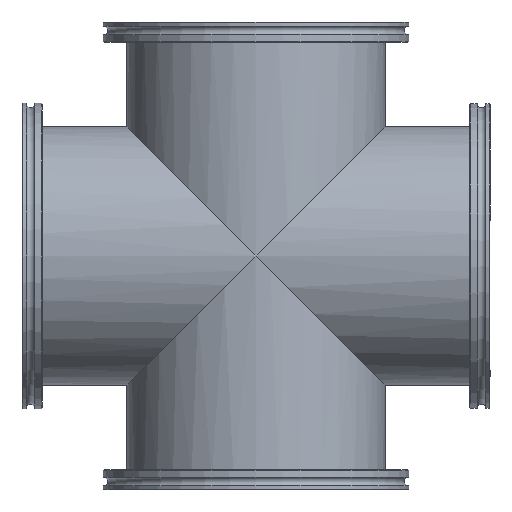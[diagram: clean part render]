
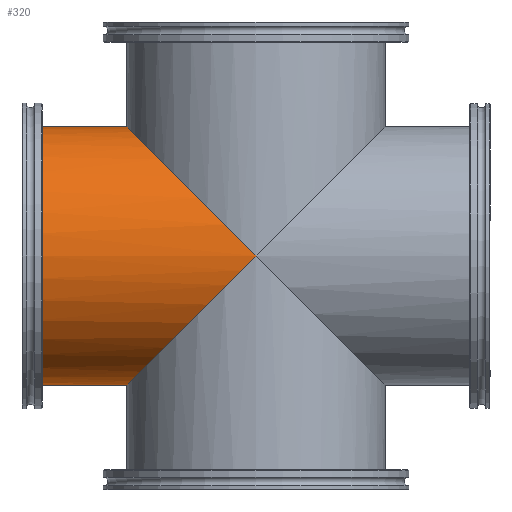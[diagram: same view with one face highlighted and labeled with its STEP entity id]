
A CAD part, left-side view. The second image highlights one B-rep face of the part: STEP entity #320.
In plain terms, the highlighted cylindrical face has radius 76.2 mm (diameter 152.4 mm), a full revolution.
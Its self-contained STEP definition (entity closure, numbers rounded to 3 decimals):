
#62=CIRCLE('',#401,76.2);
#83=CYLINDRICAL_SURFACE('',#400,76.2);
#94=FACE_OUTER_BOUND('',#115,.T.);
#115=EDGE_LOOP('',(#245,#246,#247,#248,#249));
#143=LINE('',#595,#156);
#156=VECTOR('',#474,76.2);
#167=ELLIPSE('',#394,107.763,76.2);
#169=ELLIPSE('',#397,107.763,76.2);
#172=VERTEX_POINT('',#580);
#173=VERTEX_POINT('',#582);
#175=VERTEX_POINT('',#593);
#196=EDGE_CURVE('',#173,#172,#167,.T.);
#199=EDGE_CURVE('',#172,#173,#169,.T.);
#202=EDGE_CURVE('',#175,#175,#62,.T.);
#203=EDGE_CURVE('',#175,#172,#143,.T.);
#245=ORIENTED_EDGE('',*,*,#202,.F.);
#246=ORIENTED_EDGE('',*,*,#203,.T.);
#247=ORIENTED_EDGE('',*,*,#199,.T.);
#248=ORIENTED_EDGE('',*,*,#196,.T.);
#249=ORIENTED_EDGE('',*,*,#203,.F.);
#320=ADVANCED_FACE('',(#94),#83,.T.);
#394=AXIS2_PLACEMENT_3D('',#583,#456,#457);
#397=AXIS2_PLACEMENT_3D('',#587,#463,#464);
#400=AXIS2_PLACEMENT_3D('',#592,#470,#471);
#401=AXIS2_PLACEMENT_3D('',#594,#472,#473);
#456=DIRECTION('center_axis',(0.,0.707,0.707));
#457=DIRECTION('ref_axis',(0.,-0.707,0.707));
#463=DIRECTION('center_axis',(0.,-0.707,0.707));
#464=DIRECTION('ref_axis',(0.,-0.707,-0.707));
#470=DIRECTION('center_axis',(0.,0.,1.));
#471=DIRECTION('ref_axis',(-1.,0.,0.));
#472=DIRECTION('center_axis',(0.,0.,1.));
#473=DIRECTION('ref_axis',(-1.,0.,0.));
#474=DIRECTION('',(0.,0.,-1.));
#580=CARTESIAN_POINT('',(76.2,0.,0.));
#582=CARTESIAN_POINT('',(-76.2,0.,0.));
#583=CARTESIAN_POINT('Origin',(0.,0.,0.));
#587=CARTESIAN_POINT('Origin',(0.,0.,0.));
#592=CARTESIAN_POINT('Origin',(0.,0.,0.));
#593=CARTESIAN_POINT('',(76.2,0.,131.5));
#594=CARTESIAN_POINT('Origin',(0.,0.,131.5));
#595=CARTESIAN_POINT('',(76.2,0.,0.));
